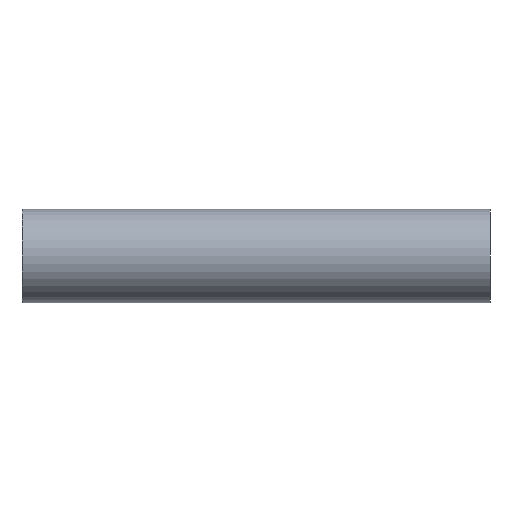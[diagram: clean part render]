
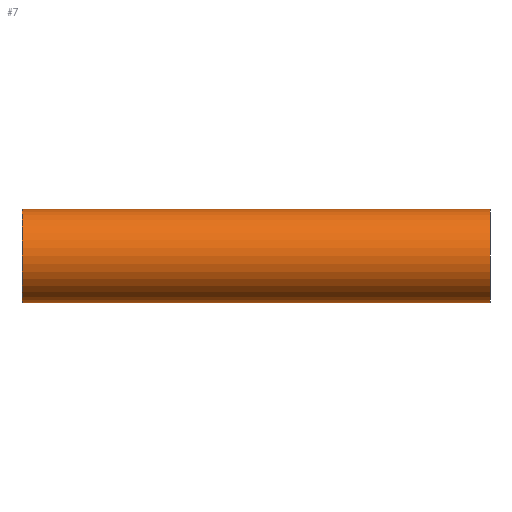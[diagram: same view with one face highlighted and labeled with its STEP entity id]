
A CAD part, left-side view. The second image highlights one B-rep face of the part: STEP entity #7.
In plain terms, the highlighted cylindrical face has radius 12.696 mm (diameter 25.392 mm), a partial arc.
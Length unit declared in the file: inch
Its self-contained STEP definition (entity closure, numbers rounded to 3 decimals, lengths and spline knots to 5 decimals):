
#7 = ADVANCED_FACE ( 'NONE', ( #186 ), #173, .T. ) ;
#17 = CARTESIAN_POINT ( 'NONE',  ( 0., 0., 0. ) ) ;
#22 = CARTESIAN_POINT ( 'NONE',  ( 0., 5., -0.49985 ) ) ;
#23 = CARTESIAN_POINT ( 'NONE',  ( 0., 0., 0.49985 ) ) ;
#24 = VERTEX_POINT ( 'NONE', #238 ) ;
#33 = DIRECTION ( 'NONE',  ( 0., -1., 0. ) ) ;
#36 = CARTESIAN_POINT ( 'NONE',  ( 0., 5., 0. ) ) ;
#39 = DIRECTION ( 'NONE',  ( 0., -1., 0. ) ) ;
#65 = LINE ( 'NONE', #22, #166 ) ;
#83 = VERTEX_POINT ( 'NONE', #23 ) ;
#100 = ORIENTED_EDGE ( 'NONE', *, *, #228, .F. ) ;
#101 = CARTESIAN_POINT ( 'NONE',  ( 0., 5., 0.49985 ) ) ;
#113 = CARTESIAN_POINT ( 'NONE',  ( 0., 0., -0.49985 ) ) ;
#114 = CARTESIAN_POINT ( 'NONE',  ( 0., 5., 0.49985 ) ) ;
#123 = AXIS2_PLACEMENT_3D ( 'NONE', #17, #203, #150 ) ;
#128 = CARTESIAN_POINT ( 'NONE',  ( 0., 5., 0. ) ) ;
#129 = DIRECTION ( 'NONE',  ( 0., 0., -1. ) ) ;
#131 = DIRECTION ( 'NONE',  ( 0., 1., 0. ) ) ;
#135 = AXIS2_PLACEMENT_3D ( 'NONE', #128, #131, #247 ) ;
#146 = VECTOR ( 'NONE', #39, 39.37008 ) ;
#150 = DIRECTION ( 'NONE',  ( 0., 0., 1. ) ) ;
#152 = DIRECTION ( 'NONE',  ( 0., -1., 0. ) ) ;
#155 = LINE ( 'NONE', #101, #146 ) ;
#164 = ORIENTED_EDGE ( 'NONE', *, *, #197, .F. ) ;
#166 = VECTOR ( 'NONE', #152, 39.37008 ) ;
#169 = EDGE_LOOP ( 'NONE', ( #164, #100, #174, #240 ) ) ;
#172 = CIRCLE ( 'NONE', #135, 0.49985 ) ;
#173 = CYLINDRICAL_SURFACE ( 'NONE', #185, 0.49985 ) ;
#174 = ORIENTED_EDGE ( 'NONE', *, *, #217, .T. ) ;
#185 = AXIS2_PLACEMENT_3D ( 'NONE', #36, #33, #129 ) ;
#186 = FACE_OUTER_BOUND ( 'NONE', #169, .T. ) ;
#191 = CIRCLE ( 'NONE', #123, 0.49985 ) ;
#197 = EDGE_CURVE ( 'NONE', #235, #83, #155, .T. ) ;
#203 = DIRECTION ( 'NONE',  ( 0., 1., 0. ) ) ;
#217 = EDGE_CURVE ( 'NONE', #24, #231, #65, .T. ) ;
#228 = EDGE_CURVE ( 'NONE', #24, #235, #172, .T. ) ;
#231 = VERTEX_POINT ( 'NONE', #113 ) ;
#235 = VERTEX_POINT ( 'NONE', #114 ) ;
#238 = CARTESIAN_POINT ( 'NONE',  ( 0., 5., -0.49985 ) ) ;
#240 = ORIENTED_EDGE ( 'NONE', *, *, #248, .T. ) ;
#247 = DIRECTION ( 'NONE',  ( 0., 0., 1. ) ) ;
#248 = EDGE_CURVE ( 'NONE', #231, #83, #191, .T. ) ;
